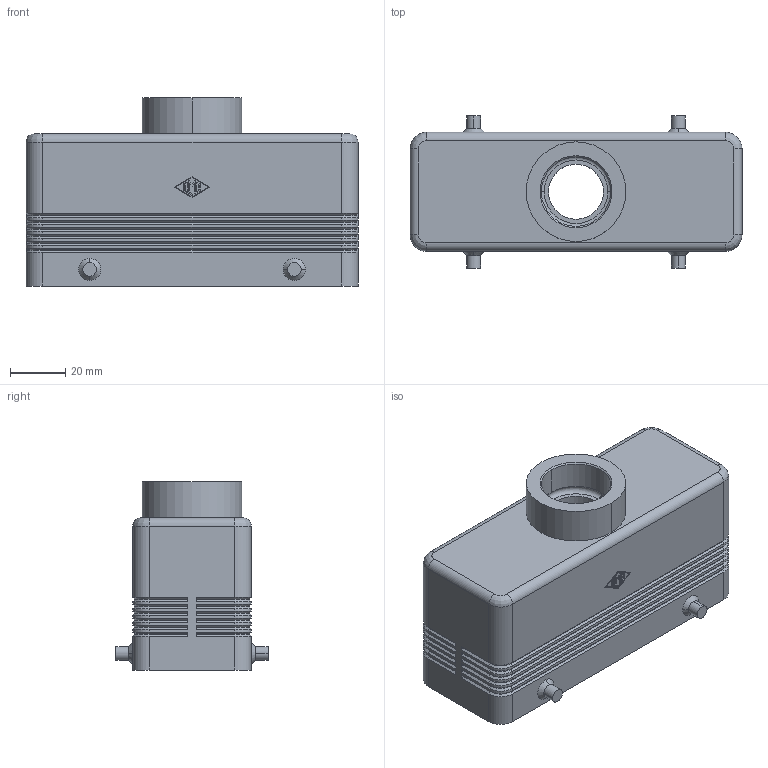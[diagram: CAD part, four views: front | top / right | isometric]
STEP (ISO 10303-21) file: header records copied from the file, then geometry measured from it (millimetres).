
FILE_DESCRIPTION(('Creo Elements/Direct Modeling STEP Export'),'2;1');
FILE_NAME('0ln7uvk49bkgf1d4700','2017-02-23T 9:01:56',(''),(''),'PTC Creo Elements/Direct Modeling STEP processor for AP214 (Solid Model)','PTC Creo Elements/Direct Modeling 19.0E 27-Jun-2016 (C) Parametric Technology GmbH','');
FILE_SCHEMA(('AUTOMOTIVE_DESIGN { 1 0 10303 214 1 1 1 1 }'));
Length unit declared in the file: millimetre
Products named in the file (1): MHVE_24.25
Bounding box: 120 x 55 x 68 mm (x, y, z)
Volume: 80438.4 mm3; surface area: 46978.7 mm2
Topology: 1 solids, 1 shells, 402 faces, 945 edges, 558 vertices
Faces by surface type: plane 220, cylinder 110, cone 66, bspline 4, torus 2
Entity records: 14297 total; most frequent: CARTESIAN_POINT 1982, DIRECTION 1885, ORIENTED_EDGE 1874, EDGE_CURVE 937, VECTOR 683, LINE 683, AXIS2_PLACEMENT_3D 601, VERTEX_POINT 558
